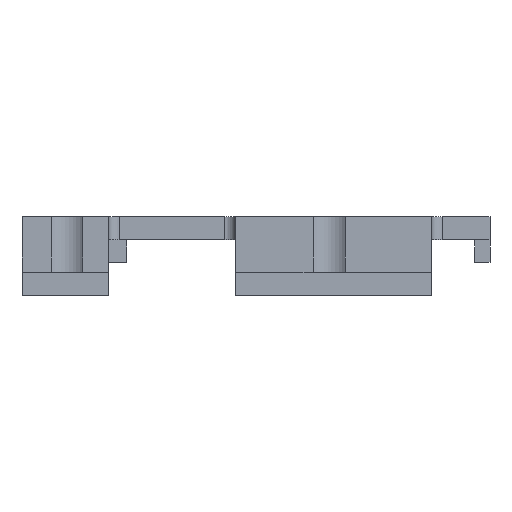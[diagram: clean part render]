
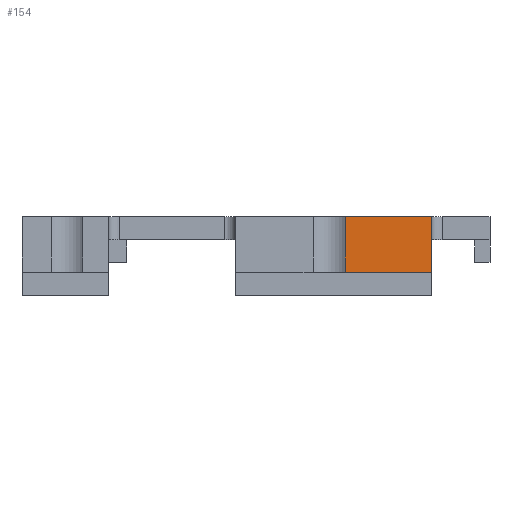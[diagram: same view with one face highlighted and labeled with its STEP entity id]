
A CAD part, left-side view. The second image highlights one B-rep face of the part: STEP entity #154.
In plain terms, the highlighted planar face has unit normal (-1, 0, 0).
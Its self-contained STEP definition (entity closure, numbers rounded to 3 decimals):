
#154=ADVANCED_FACE('',(#306),#238,.F.);
#238=PLANE('',#1796);
#306=FACE_OUTER_BOUND('',#377,.T.);
#377=EDGE_LOOP('',(#939,#940,#941,#942));
#467=LINE('',#2334,#671);
#512=LINE('',#2446,#716);
#513=LINE('',#2448,#717);
#514=LINE('',#2450,#718);
#671=VECTOR('',#1896,1.);
#716=VECTOR('',#1979,1.);
#717=VECTOR('',#1980,1.);
#718=VECTOR('',#1981,1.);
#939=ORIENTED_EDGE('',*,*,#1508,.F.);
#940=ORIENTED_EDGE('',*,*,#1564,.F.);
#941=ORIENTED_EDGE('',*,*,#1565,.F.);
#942=ORIENTED_EDGE('',*,*,#1566,.F.);
#1347=VERTEX_POINT('',#2332);
#1349=VERTEX_POINT('',#2335);
#1397=VERTEX_POINT('',#2447);
#1398=VERTEX_POINT('',#2449);
#1508=EDGE_CURVE('',#1347,#1349,#467,.T.);
#1564=EDGE_CURVE('',#1397,#1347,#512,.T.);
#1565=EDGE_CURVE('',#1398,#1397,#513,.T.);
#1566=EDGE_CURVE('',#1349,#1398,#514,.T.);
#1796=AXIS2_PLACEMENT_3D('',#2451,#1982,#1983);
#1896=DIRECTION('',(0.,-1.,0.));
#1979=DIRECTION('',(0.,0.,1.));
#1980=DIRECTION('',(0.,1.,0.));
#1981=DIRECTION('',(0.,0.,-1.));
#1982=DIRECTION('',(1.,0.,0.));
#1983=DIRECTION('',(0.,0.,-1.));
#2332=CARTESIAN_POINT('',(-39.185,-26.683,12.07));
#2334=CARTESIAN_POINT('',(-39.185,-12.135,12.07));
#2335=CARTESIAN_POINT('',(-39.185,-38.135,12.07));
#2446=CARTESIAN_POINT('',(-39.185,-26.683,4.67));
#2447=CARTESIAN_POINT('',(-39.185,-26.683,4.67));
#2448=CARTESIAN_POINT('',(-39.185,-38.135,4.67));
#2449=CARTESIAN_POINT('',(-39.185,-38.135,4.67));
#2450=CARTESIAN_POINT('',(-39.185,-38.135,10.97));
#2451=CARTESIAN_POINT('',(-39.185,-12.135,10.97));
